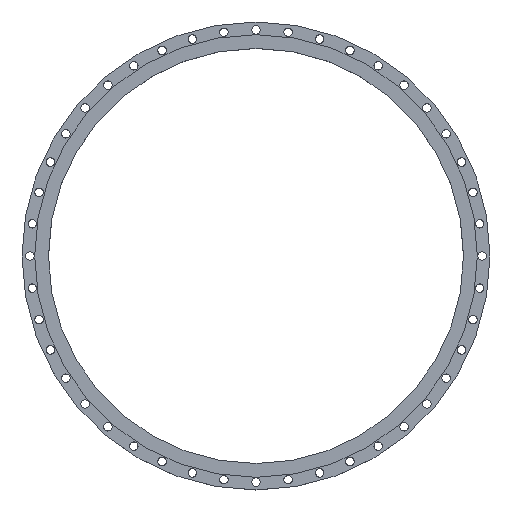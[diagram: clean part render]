
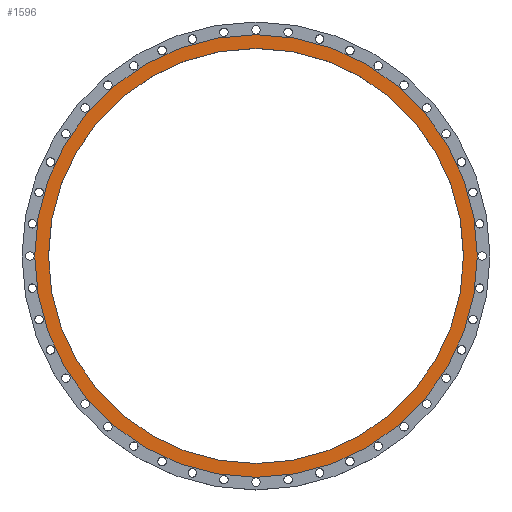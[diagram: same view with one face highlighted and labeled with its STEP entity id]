
A CAD part, top view. The second image highlights one B-rep face of the part: STEP entity #1596.
In plain terms, the highlighted planar face has unit normal (0, 0, 1).
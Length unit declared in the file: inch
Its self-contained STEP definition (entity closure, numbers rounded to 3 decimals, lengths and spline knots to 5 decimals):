
#112 = AXIS2_PLACEMENT_3D ( 'NONE', #2086, #1198, #3536 ) ;
#128 = CIRCLE ( 'NONE', #2088, 24.5 ) ;
#164 = CARTESIAN_POINT ( 'NONE',  ( -26.125, 0., 0. ) ) ;
#360 = PLANE ( 'NONE',  #370 ) ;
#370 = AXIS2_PLACEMENT_3D ( 'NONE', #2392, #1852, #1532 ) ;
#628 = DIRECTION ( 'NONE',  ( 1., 0., 0. ) ) ;
#896 = ORIENTED_EDGE ( 'NONE', *, *, #1752, .F. ) ;
#983 = VERTEX_POINT ( 'NONE', #164 ) ;
#998 = ORIENTED_EDGE ( 'NONE', *, *, #1527, .T. ) ;
#1161 = AXIS2_PLACEMENT_3D ( 'NONE', #2074, #3150, #2951 ) ;
#1186 = EDGE_LOOP ( 'NONE', ( #2187, #998 ) ) ;
#1198 = DIRECTION ( 'NONE',  ( 0., 0., 1. ) ) ;
#1456 = CARTESIAN_POINT ( 'NONE',  ( -24.5, 0., 0. ) ) ;
#1508 = FACE_OUTER_BOUND ( 'NONE', #1186, .T. ) ;
#1524 = DIRECTION ( 'NONE',  ( 0., 0., 1. ) ) ;
#1527 = EDGE_CURVE ( 'NONE', #983, #1684, #2018, .T. ) ;
#1532 = DIRECTION ( 'NONE',  ( -1., 0., 0. ) ) ;
#1572 = EDGE_CURVE ( 'NONE', #1684, #983, #2752, .T. ) ;
#1596 = ADVANCED_FACE ( 'NONE', ( #3554, #1508 ), #360, .F. ) ;
#1684 = VERTEX_POINT ( 'NONE', #2412 ) ;
#1752 = EDGE_CURVE ( 'NONE', #2112, #3029, #128, .T. ) ;
#1765 = CIRCLE ( 'NONE', #112, 24.5 ) ;
#1852 = DIRECTION ( 'NONE',  ( 0., 0., -1. ) ) ;
#2018 = CIRCLE ( 'NONE', #1161, 26.125 ) ;
#2074 = CARTESIAN_POINT ( 'NONE',  ( 0., 0., 0. ) ) ;
#2086 = CARTESIAN_POINT ( 'NONE',  ( 0., 0., 0. ) ) ;
#2088 = AXIS2_PLACEMENT_3D ( 'NONE', #2657, #1524, #628 ) ;
#2112 = VERTEX_POINT ( 'NONE', #2128 ) ;
#2128 = CARTESIAN_POINT ( 'NONE',  ( 24.5, 0., 0. ) ) ;
#2187 = ORIENTED_EDGE ( 'NONE', *, *, #1572, .T. ) ;
#2188 = ORIENTED_EDGE ( 'NONE', *, *, #3684, .F. ) ;
#2344 = DIRECTION ( 'NONE',  ( 0., 0., 1. ) ) ;
#2392 = CARTESIAN_POINT ( 'NONE',  ( 0., 24.5, 0. ) ) ;
#2412 = CARTESIAN_POINT ( 'NONE',  ( 26.125, 0., 0. ) ) ;
#2636 = CARTESIAN_POINT ( 'NONE',  ( 0., 0., 0. ) ) ;
#2657 = CARTESIAN_POINT ( 'NONE',  ( 0., 0., 0. ) ) ;
#2752 = CIRCLE ( 'NONE', #3526, 26.125 ) ;
#2951 = DIRECTION ( 'NONE',  ( 1., 0., 0. ) ) ;
#3029 = VERTEX_POINT ( 'NONE', #1456 ) ;
#3150 = DIRECTION ( 'NONE',  ( 0., 0., 1. ) ) ;
#3306 = EDGE_LOOP ( 'NONE', ( #896, #2188 ) ) ;
#3486 = DIRECTION ( 'NONE',  ( 1., 0., 0. ) ) ;
#3526 = AXIS2_PLACEMENT_3D ( 'NONE', #2636, #2344, #3486 ) ;
#3536 = DIRECTION ( 'NONE',  ( 1., 0., 0. ) ) ;
#3554 = FACE_BOUND ( 'NONE', #3306, .T. ) ;
#3684 = EDGE_CURVE ( 'NONE', #3029, #2112, #1765, .T. ) ;
